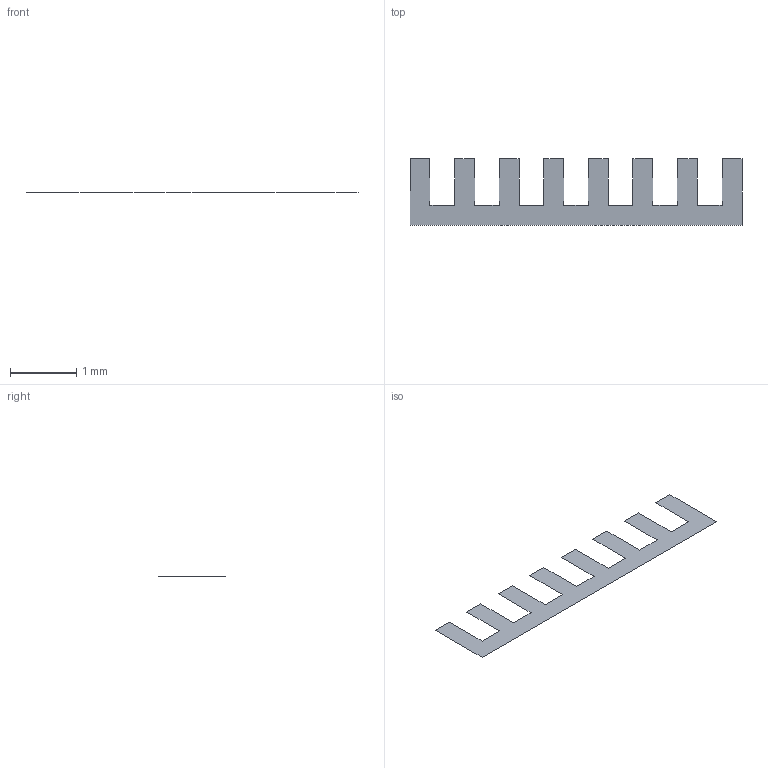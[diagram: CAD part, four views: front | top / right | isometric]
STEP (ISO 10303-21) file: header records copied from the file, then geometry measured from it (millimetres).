
FILE_DESCRIPTION(('FreeCAD Model'),'2;1');
FILE_NAME('heatsink_8_0.3_1.0.step','2021-02-18T20:44:12',( 'Author'),(''),'Open CASCADE STEP processor 7.5','FreeCAD','Unknown' );
FILE_SCHEMA(('AUTOMOTIVE_DESIGN { 1 0 10303 214 1 1 1 1 }'));
Length unit declared in the file: millimetre
Products named in the file (1): difference
Bounding box: 5 x 1 x 0 mm (x, y, z)
Surface area: 3.2 mm2 (no closed solid volume)
Topology: 0 solids, 1 shells, 1 faces, 32 edges, 32 vertices
Faces by surface type: plane 1
Entity records: 515 total; most frequent: CARTESIAN_POINT 98, DIRECTION 68, LINE 64, VECTOR 64, ORIENTED_EDGE 32, EDGE_CURVE 32, VERTEX_POINT 32, SURFACE_CURVE 32
